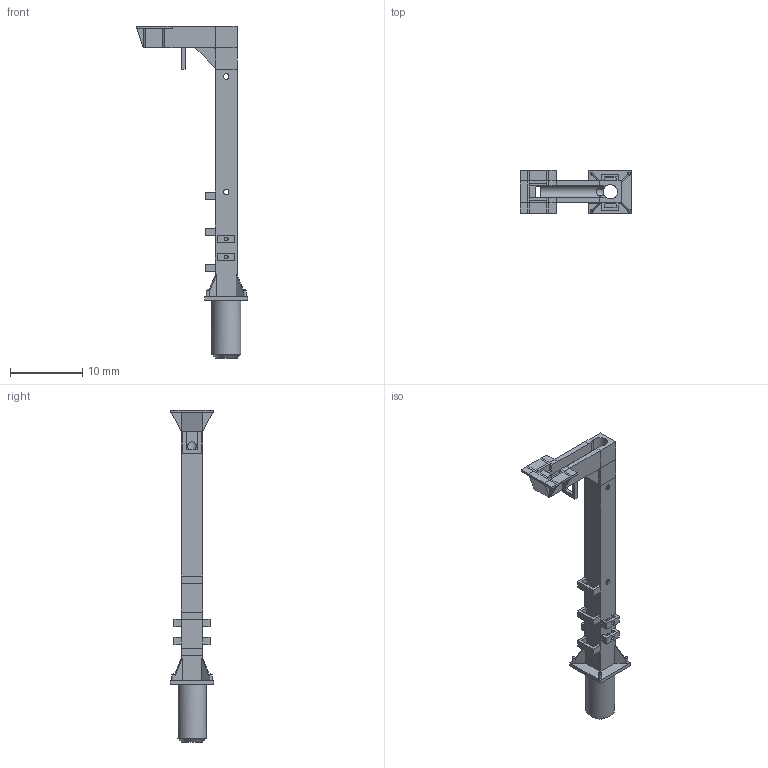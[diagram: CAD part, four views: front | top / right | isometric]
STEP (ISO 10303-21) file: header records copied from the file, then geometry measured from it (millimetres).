
FILE_DESCRIPTION(('FreeCAD Model'),'2;1');
FILE_NAME('Open CASCADE Shape Model','2024-03-24T14:59:37',('FreeCAD'),( 'FreeCAD'),'Open CASCADE STEP processor 7.6','FreeCAD','Unknown');
FILE_SCHEMA(('AUTOMOTIVE_DESIGN { 1 0 10303 214 1 1 1 1 }'));
Length unit declared in the file: millimetre
Products named in the file (1): Open CASCADE STEP translator 7.6 1
Bounding box: 15.5 x 6 x 46 mm (x, y, z)
Volume: 305.8 mm3; surface area: 1358.5 mm2
Topology: 3 solids, 3 shells, 216 faces, 582 edges, 368 vertices
Faces by surface type: plane 186, cylinder 21, sphere 4, bspline 4, cone 1
Full cylindrical faces by diameter (mm): 0.4 x4, 0.5 x4, 0.75 x4, 1.2 x1, 2 x1, 2.6 x1, 4 x1
Entity records: 15567 total; most frequent: CARTESIAN_POINT 3852, DIRECTION 2165, LINE 1577, VECTOR 1577, ORIENTED_EDGE 1156, PCURVE 1156, DEFINITIONAL_REPRESENTATION 1156, EDGE_CURVE 578
